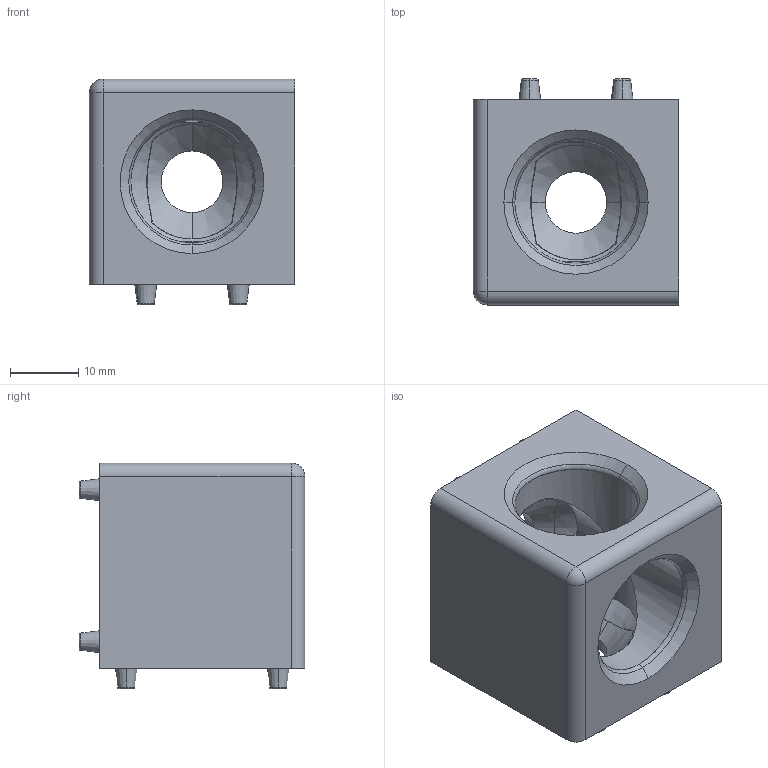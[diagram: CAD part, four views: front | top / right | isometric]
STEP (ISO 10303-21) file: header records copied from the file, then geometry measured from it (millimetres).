
FILE_DESCRIPTION(/* description */ ('GIUNZIONE PROFILI 2 VIE SERIE 30'),/* implementation_level */ '2;1');
FILE_NAME(/* name */ 'CGIPR0000139.stp',/* time_stamp */ '2023-09-14T12:30:42+02:00',/* author */ ('tecnico9'),/* organization */ ('TraceParts S.A.'),/* preprocessor_version */ 'ST-DEVELOPER v18.1',/* originating_system */ 'Autodesk Inventor 2022',/* authorisation */ '');
FILE_SCHEMA (('AUTOMOTIVE_DESIGN { 1 0 10303 214 3 1 1 }'));
Length unit declared in the file: millimetre
Products named in the file (1): CGIPR0000139
Bounding box: 30 x 33 x 33 mm (x, y, z)
Volume: 16918.8 mm3; surface area: 6829.6 mm2
Topology: 1 solids, 1 shells, 98 faces, 222 edges, 131 vertices
Faces by surface type: cone 38, cylinder 21, torus 20, plane 18, sphere 1
Full cylindrical faces by diameter (mm): 17.898 x2
Entity records: 2896 total; most frequent: CARTESIAN_POINT 609, DIRECTION 519, ORIENTED_EDGE 442, AXIS2_PLACEMENT_3D 227, EDGE_CURVE 221, VERTEX_POINT 131, CIRCLE 121, EDGE_LOOP 110
